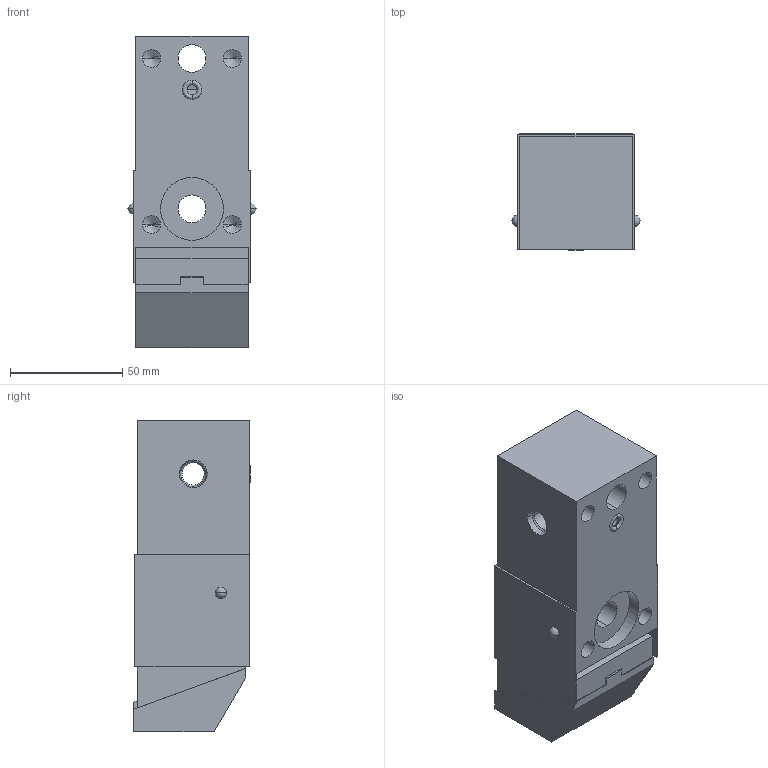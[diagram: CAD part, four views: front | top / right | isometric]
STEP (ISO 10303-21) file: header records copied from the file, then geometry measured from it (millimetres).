
FILE_DESCRIPTION((''),'2;1');
FILE_NAME('ILC15311000','2015-11-09T',('kr'),(''),'PRO/ENGINEER BY PARAMETRIC TECHNOLOGY CORPORATION, 2013320','PRO/ENGINEER BY PARAMETRIC TECHNOLOGY CORPORATION, 2013320','');
FILE_SCHEMA(('AUTOMOTIVE_DESIGN { 1 0 10303 214 1 1 1 1 }'));
Length unit declared in the file: inch
Products named in the file (1): ILC15311000
Bounding box: 57.05 x 51.94 x 138.99 mm (x, y, z)
Volume: 301768.9 mm3; surface area: 51529 mm2
Topology: 2 solids, 2 shells, 116 faces, 307 edges, 185 vertices
Faces by surface type: plane 62, cylinder 30, cone 16, sphere 4, torus 4
Entity records: 4553 total; most frequent: CARTESIAN_POINT 683, DIRECTION 605, ORIENTED_EDGE 590, PRESENTATION_STYLE_ASSIGNMENT 301, STYLED_ITEM 297, CURVE_STYLE 295, EDGE_CURVE 295, AXIS2_PLACEMENT_3D 210
